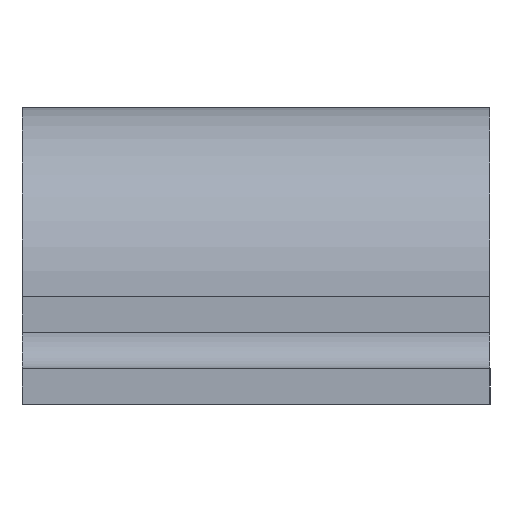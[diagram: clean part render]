
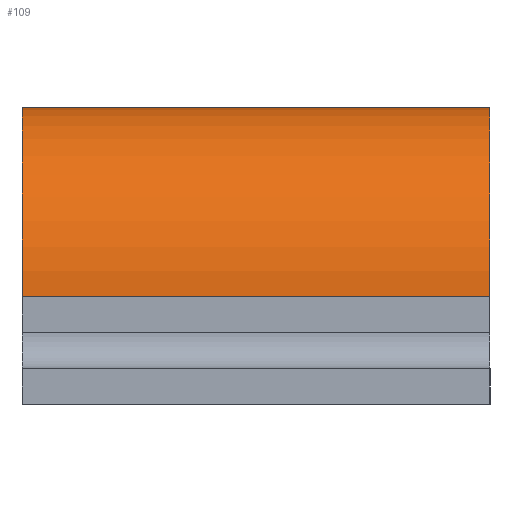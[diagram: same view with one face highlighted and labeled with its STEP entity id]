
A CAD part, left-side view. The second image highlights one B-rep face of the part: STEP entity #109.
In plain terms, the highlighted free-form (B-spline) face has degree [3, 1] with [4, 2] control points.
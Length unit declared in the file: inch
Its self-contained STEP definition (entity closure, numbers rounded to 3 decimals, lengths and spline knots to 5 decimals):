
#109=ADVANCED_FACE('',(#214),#215,.T.);
#214=FACE_OUTER_BOUND('',#414,.T.);
#215=B_SPLINE_SURFACE_WITH_KNOTS('',3,1,((#415,#416),(#417,#418),(#419,#420),(#421,#422)),.UNSPECIFIED.,.F.,.F.,.F.,(4,4),(2,2),(-1.0,-0.0),(0.0,1.625),.UNSPECIFIED.);
#414=EDGE_LOOP('',(#641,#642,#643,#644));
#415=CARTESIAN_POINT('',(0.87499,0.0,0.37499));
#416=CARTESIAN_POINT('',(0.87499,1.625,0.37499));
#417=CARTESIAN_POINT('',(0.87499,0.0,0.73741));
#418=CARTESIAN_POINT('',(0.87499,1.625,0.73741));
#419=CARTESIAN_POINT('',(1.16879,0.,1.03122));
#420=CARTESIAN_POINT('',(1.16879,1.625,1.03122));
#421=CARTESIAN_POINT('',(1.53122,0.,1.03122));
#422=CARTESIAN_POINT('',(1.53122,1.625,1.03122));
#641=ORIENTED_EDGE('',*,*,#744,.T.);
#642=ORIENTED_EDGE('',*,*,#748,.F.);
#643=ORIENTED_EDGE('',*,*,#680,.F.);
#644=ORIENTED_EDGE('',*,*,#720,.T.);
#680=EDGE_CURVE('',#812,#814,#815,.T.);
#720=EDGE_CURVE('',#812,#873,#875,.T.);
#744=EDGE_CURVE('',#873,#901,#903,.T.);
#748=EDGE_CURVE('',#814,#901,#907,.T.);
#812=VERTEX_POINT('',#1028);
#814=VERTEX_POINT('',#1033);
#815=B_SPLINE_CURVE_WITH_KNOTS('',3,(#1034,#1035,#1036,#1037),.UNSPECIFIED.,.F.,.F.,(4,4),(0.0,1.0),.UNSPECIFIED.);
#873=VERTEX_POINT('',#1144);
#875=LINE('',#1149,#1150);
#901=VERTEX_POINT('',#1191);
#903=B_SPLINE_CURVE_WITH_KNOTS('',3,(#1194,#1195,#1196,#1197),.UNSPECIFIED.,.F.,.F.,(4,4),(0.0,1.0),.UNSPECIFIED.);
#907=LINE('',#1207,#1208);
#1028=CARTESIAN_POINT('',(1.53122,0.,1.03122));
#1033=CARTESIAN_POINT('',(0.87499,0.0,0.37499));
#1034=CARTESIAN_POINT('',(1.53122,0.,1.03122));
#1035=CARTESIAN_POINT('',(1.16879,0.,1.03122));
#1036=CARTESIAN_POINT('',(0.87499,0.,0.73741));
#1037=CARTESIAN_POINT('',(0.87499,0.0,0.37499));
#1144=CARTESIAN_POINT('',(1.53122,1.625,1.03122));
#1149=CARTESIAN_POINT('',(1.53122,0.,1.03122));
#1150=VECTOR('',#1246,1.0);
#1191=CARTESIAN_POINT('',(0.87499,1.625,0.37499));
#1194=CARTESIAN_POINT('',(1.53122,1.625,1.03122));
#1195=CARTESIAN_POINT('',(1.16879,1.625,1.03122));
#1196=CARTESIAN_POINT('',(0.87499,1.625,0.73741));
#1197=CARTESIAN_POINT('',(0.87499,1.625,0.37499));
#1207=CARTESIAN_POINT('',(0.87499,0.0,0.37499));
#1208=VECTOR('',#1257,1.0);
#1246=DIRECTION('',(0.0,1.0,0.));
#1257=DIRECTION('',(0.0,1.0,0.));
